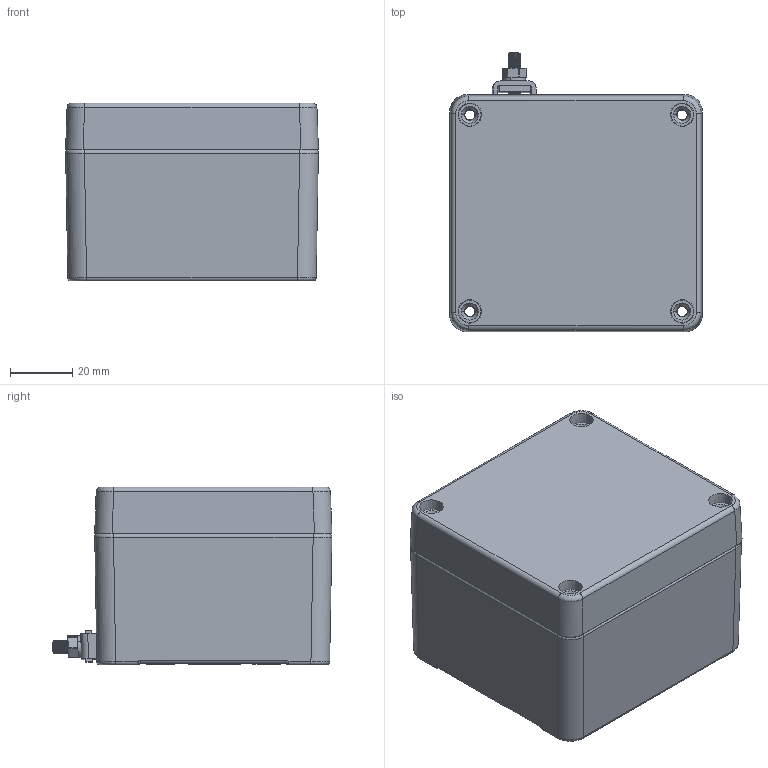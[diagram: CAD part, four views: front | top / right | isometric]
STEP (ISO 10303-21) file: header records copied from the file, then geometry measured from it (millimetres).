
FILE_DESCRIPTION(('FreeCAD Model'),'2;1');
FILE_NAME('GBAEX000758057.step', '2026-03-27T11:39:55',('Author'),(''), 'Open CASCADE STEP processor 7.3','FreeCAD','Unknown');
FILE_SCHEMA(('AUTOMOTIVE_DESIGN { 1 0 10303 214 1 1 1 1 }'));
Length unit declared in the file: millimetre
Products named in the file (4): GBAEX000758057; ALU_BASE_758057; ALU_LID_758057; M4_SINGLE_EARTHING
Assembly tree (3 placements, depth 2):
  GBAEX000758057
    ALU_BASE_758057
    ALU_LID_758057
    M4_SINGLE_EARTHING
Bounding box: 80.99 x 89.64 x 57 mm (x, y, z)
Volume: 118343.9 mm3; surface area: 63468.2 mm2
Topology: 2 solids, 7 shells, 2179 faces, 6690 edges, 6387 vertices
Faces by surface type: plane 982, cylinder 976, bspline 137, cone 84
Entity records: 126371 total; most frequent: CARTESIAN_POINT 66072, ORIENTED_EDGE 12093, DIRECTION 11745, EDGE_CURVE 6067, VERTEX_POINT 3983, AXIS2_PLACEMENT_3D 3921, LINE 3903, VECTOR 3903
